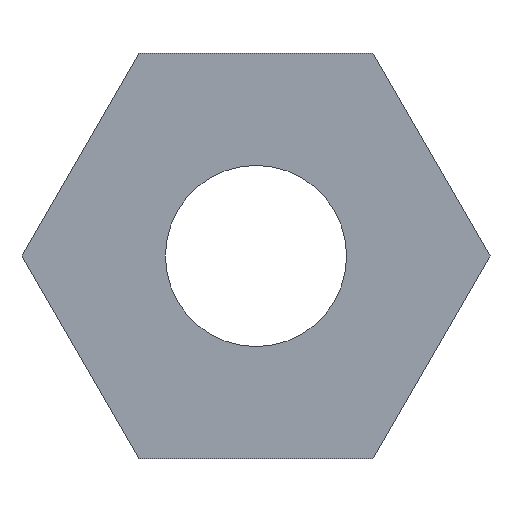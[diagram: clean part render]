
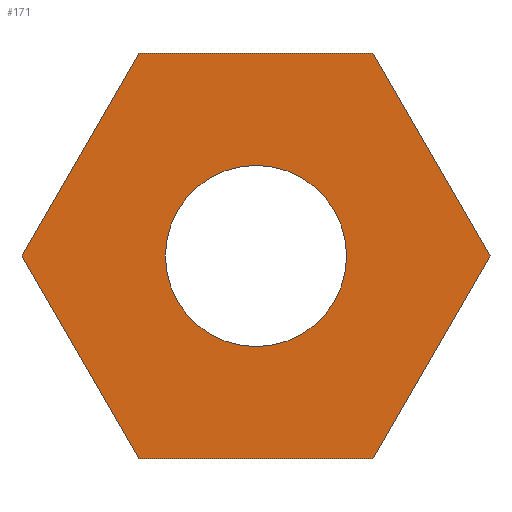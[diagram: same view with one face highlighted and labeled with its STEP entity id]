
A CAD part, front view. The second image highlights one B-rep face of the part: STEP entity #171.
In plain terms, the highlighted planar face has unit normal (0, -1, 0).
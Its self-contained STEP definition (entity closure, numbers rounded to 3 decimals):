
#16=FACE_BOUND('',#44,.T.);
#24=PLANE('',#205);
#33=FACE_OUTER_BOUND('',#43,.T.);
#43=EDGE_LOOP('',(#155,#156,#157,#158,#159,#160));
#44=EDGE_LOOP('',(#161));
#46=LINE('',#259,#65);
#50=LINE('',#267,#69);
#53=LINE('',#273,#72);
#56=LINE('',#279,#75);
#59=LINE('',#285,#78);
#62=LINE('',#290,#81);
#65=VECTOR('',#217,10.);
#69=VECTOR('',#223,10.);
#72=VECTOR('',#228,10.);
#75=VECTOR('',#233,10.);
#78=VECTOR('',#238,10.);
#81=VECTOR('',#243,10.);
#84=CIRCLE('',#197,1.23);
#86=VERTEX_POINT('',#253);
#87=VERTEX_POINT('',#257);
#88=VERTEX_POINT('',#258);
#91=VERTEX_POINT('',#266);
#93=VERTEX_POINT('',#272);
#95=VERTEX_POINT('',#278);
#97=VERTEX_POINT('',#284);
#101=EDGE_CURVE('',#86,#86,#84,.T.);
#102=EDGE_CURVE('',#87,#88,#46,.T.);
#106=EDGE_CURVE('',#91,#87,#50,.T.);
#109=EDGE_CURVE('',#93,#91,#53,.T.);
#112=EDGE_CURVE('',#95,#93,#56,.T.);
#115=EDGE_CURVE('',#97,#95,#59,.T.);
#118=EDGE_CURVE('',#88,#97,#62,.T.);
#155=ORIENTED_EDGE('',*,*,#118,.F.);
#156=ORIENTED_EDGE('',*,*,#102,.F.);
#157=ORIENTED_EDGE('',*,*,#106,.F.);
#158=ORIENTED_EDGE('',*,*,#109,.F.);
#159=ORIENTED_EDGE('',*,*,#112,.F.);
#160=ORIENTED_EDGE('',*,*,#115,.F.);
#161=ORIENTED_EDGE('',*,*,#101,.T.);
#171=ADVANCED_FACE('',(#33,#16),#24,.F.);
#197=AXIS2_PLACEMENT_3D('',#255,#213,#214);
#205=AXIS2_PLACEMENT_3D('',#293,#247,#248);
#213=DIRECTION('center_axis',(0.,1.,0.));
#214=DIRECTION('ref_axis',(1.,0.,0.));
#217=DIRECTION('',(-0.5,0.,0.866));
#223=DIRECTION('',(-1.,0.,0.));
#228=DIRECTION('',(-0.5,0.,-0.866));
#233=DIRECTION('',(0.5,0.,-0.866));
#238=DIRECTION('',(1.,0.,0.));
#243=DIRECTION('',(0.5,0.,0.866));
#247=DIRECTION('center_axis',(0.,1.,0.));
#248=DIRECTION('ref_axis',(0.,0.,1.));
#253=CARTESIAN_POINT('',(-1.23,0.,0.));
#255=CARTESIAN_POINT('Origin',(0.,0.,0.));
#257=CARTESIAN_POINT('',(-1.588,0.,-2.75));
#258=CARTESIAN_POINT('',(-3.175,0.,0.));
#259=CARTESIAN_POINT('',(-1.588,0.,-2.75));
#266=CARTESIAN_POINT('',(1.588,0.,-2.75));
#267=CARTESIAN_POINT('',(1.588,0.,-2.75));
#272=CARTESIAN_POINT('',(3.175,0.,0.));
#273=CARTESIAN_POINT('',(3.175,0.,0.));
#278=CARTESIAN_POINT('',(1.588,0.,2.75));
#279=CARTESIAN_POINT('',(1.588,0.,2.75));
#284=CARTESIAN_POINT('',(-1.588,0.,2.75));
#285=CARTESIAN_POINT('',(-1.588,0.,2.75));
#290=CARTESIAN_POINT('',(-3.175,0.,0.));
#293=CARTESIAN_POINT('Origin',(0.,0.,0.));
